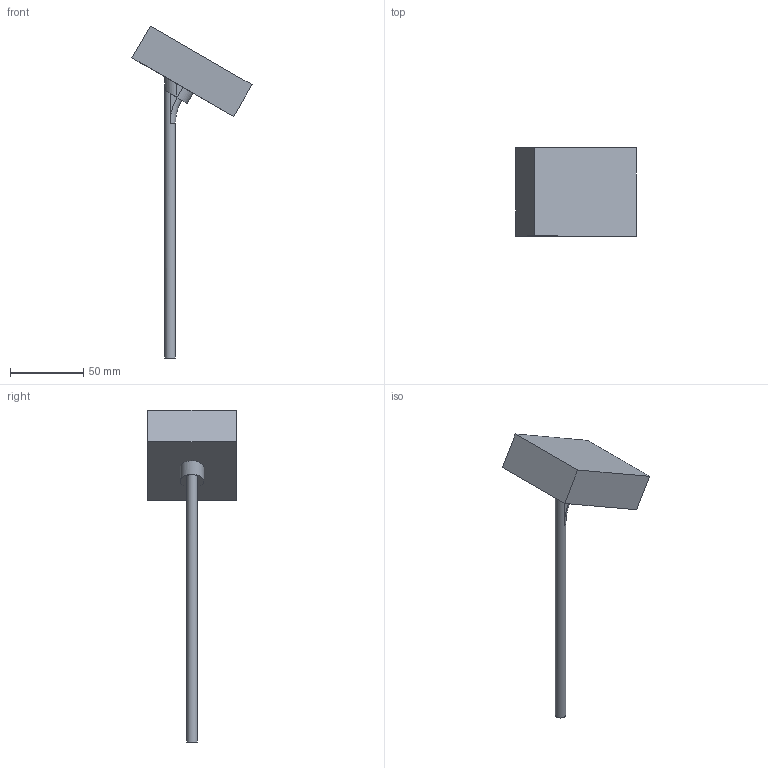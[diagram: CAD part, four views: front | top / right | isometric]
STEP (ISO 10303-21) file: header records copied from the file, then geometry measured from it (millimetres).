
FILE_DESCRIPTION(/* description */ (''),/* implementation_level */ '2;1');
FILE_NAME(/* name */ 'FDM Subtraction Volume for VMS 60deg BCCK Modified Tandem v3.step',/* time_stamp */ '2023-10-23T14:27:06-07:00',/* author */ (''),/* organization */ (''),/* preprocessor_version */ 'ST-DEVELOPER v20',/* originating_system */ 'Autodesk Translation Framework v12.14.0.127',/* authorisation */ '');
FILE_SCHEMA (('AUTOMOTIVE_DESIGN { 1 0 10303 214 3 1 1 }'));
Length unit declared in the file: millimetre
Products named in the file (1): (Unsaved)
Bounding box: 81.78 x 60 x 226.08 mm (x, y, z)
Volume: 129823.7 mm3; surface area: 21138.3 mm2
Topology: 1 solids, 1 shells, 16 faces, 39 edges, 25 vertices
Faces by surface type: plane 12, cylinder 3, torus 1
Full cylindrical faces by diameter (mm): 7.3 x1
Entity records: 497 total; most frequent: DIRECTION 83, CARTESIAN_POINT 78, ORIENTED_EDGE 74, EDGE_CURVE 37, AXIS2_PLACEMENT_3D 29, LINE 25, VECTOR 25, VERTEX_POINT 24
